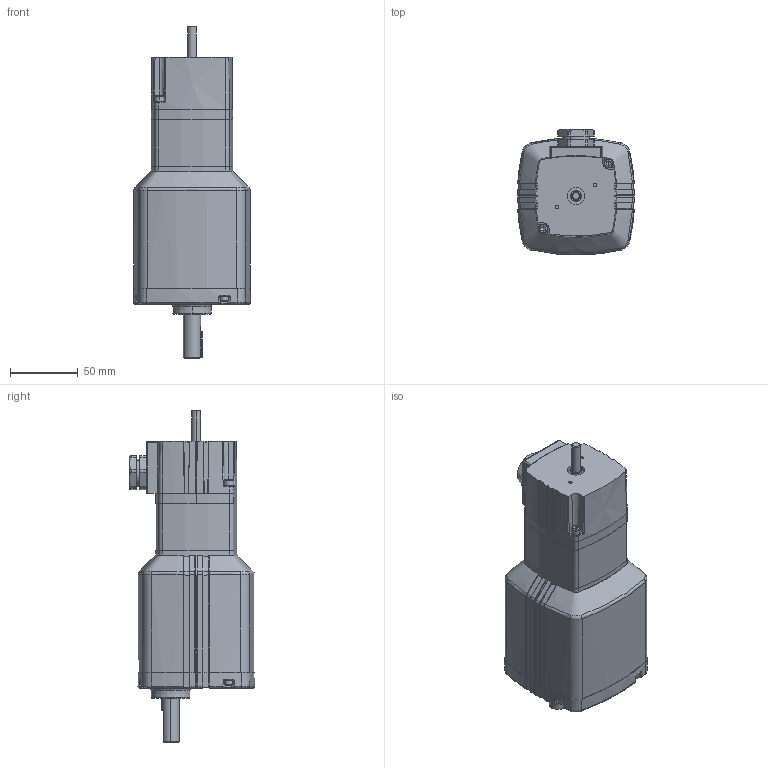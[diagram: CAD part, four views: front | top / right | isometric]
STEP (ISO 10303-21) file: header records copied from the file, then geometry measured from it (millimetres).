
FILE_DESCRIPTION (( 'STEP AP203' ), '1' );
FILE_NAME ('INFM0223.STEP', '2013-04-26T08:00:00', ( '' ), ( '' ), 'SwSTEP 2.0', 'SolidWorks 2012', '' );
FILE_SCHEMA (( 'CONFIG_CONTROL_DESIGN' ));
Length unit declared in the file: inch
Products named in the file (1): INFM0223
Bounding box: 86.5 x 92.34 x 244.5 mm (x, y, z)
Surface area: 83298.1 mm2 (no closed solid volume)
Topology: 0 solids, 22 shells, 708 faces, 2224 edges, 1445 vertices
Faces by surface type: cylinder 178, bspline 169, plane 157, cone 127, torus 75, sphere 2
Entity records: 31538 total; most frequent: CARTESIAN_POINT 13901, ORIENTED_EDGE 3636, DIRECTION 3348, EDGE_CURVE 2207, VERTEX_POINT 1445, AXIS2_PLACEMENT_3D 1386, CIRCLE 846, B_SPLINE_CURVE_WITH_KNOTS 759
